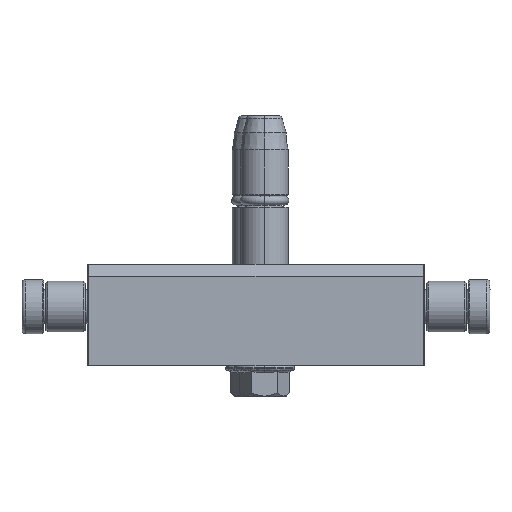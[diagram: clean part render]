
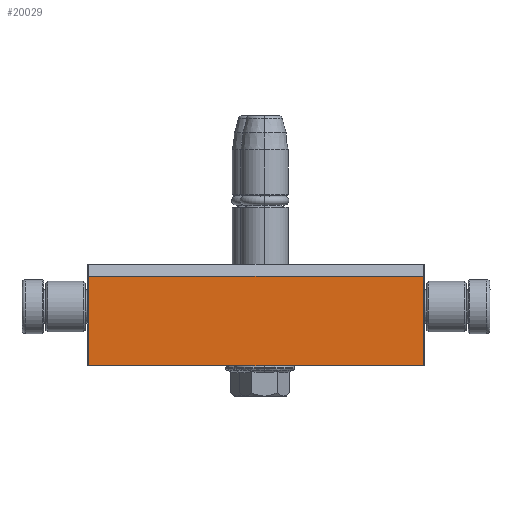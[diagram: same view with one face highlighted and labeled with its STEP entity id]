
A CAD part, left-side view. The second image highlights one B-rep face of the part: STEP entity #20029.
In plain terms, the highlighted face is planar.
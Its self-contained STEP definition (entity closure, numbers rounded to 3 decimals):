
#471 = DIRECTION ( 'NONE',  ( 0., 0., 1. ) ) ;
#1085 = LINE ( 'NONE', #12468, #1979 ) ;
#1150 = VECTOR ( 'NONE', #11287, 1000. ) ;
#1946 = VERTEX_POINT ( 'NONE', #23586 ) ;
#1979 = VECTOR ( 'NONE', #20751, 1000. ) ;
#3481 = CARTESIAN_POINT ( 'NONE',  ( -49.5, 11.536, 56. ) ) ;
#4983 = LINE ( 'NONE', #5475, #10665 ) ;
#5475 = CARTESIAN_POINT ( 'NONE',  ( -49.5, 11.536, 56. ) ) ;
#5477 = VERTEX_POINT ( 'NONE', #20680 ) ;
#6791 = DIRECTION ( 'NONE',  ( 1., 0., 0. ) ) ;
#7475 = CARTESIAN_POINT ( 'NONE',  ( -50., -15., 56. ) ) ;
#8820 = CARTESIAN_POINT ( 'NONE',  ( -49.5, -15., 56. ) ) ;
#9841 = ORIENTED_EDGE ( 'NONE', *, *, #21496, .T. ) ;
#10665 = VECTOR ( 'NONE', #33922, 1000. ) ;
#11109 = EDGE_CURVE ( 'NONE', #32136, #5477, #12214, .T. ) ;
#11287 = DIRECTION ( 'NONE',  ( 1., 0., 0. ) ) ;
#11973 = ORIENTED_EDGE ( 'NONE', *, *, #18908, .F. ) ;
#12214 = LINE ( 'NONE', #8820, #1150 ) ;
#12241 = VERTEX_POINT ( 'NONE', #3481 ) ;
#12468 = CARTESIAN_POINT ( 'NONE',  ( 49.5, -15., 56. ) ) ;
#13401 = CARTESIAN_POINT ( 'NONE',  ( -49.5, -15., 56. ) ) ;
#17111 = FACE_OUTER_BOUND ( 'NONE', #18713, .T. ) ;
#18713 = EDGE_LOOP ( 'NONE', ( #25985, #9841, #11973, #28340 ) ) ;
#18908 = EDGE_CURVE ( 'NONE', #12241, #1946, #4983, .T. ) ;
#20029 = ADVANCED_FACE ( 'NONE', ( #17111 ), #24377, .T. ) ;
#20680 = CARTESIAN_POINT ( 'NONE',  ( 49.5, -15., 56. ) ) ;
#20751 = DIRECTION ( 'NONE',  ( 0., 1., 0. ) ) ;
#21496 = EDGE_CURVE ( 'NONE', #5477, #1946, #1085, .T. ) ;
#23586 = CARTESIAN_POINT ( 'NONE',  ( 49.5, 11.536, 56. ) ) ;
#24377 = PLANE ( 'NONE',  #26513 ) ;
#24784 = VECTOR ( 'NONE', #29834, 1000. ) ;
#25985 = ORIENTED_EDGE ( 'NONE', *, *, #11109, .T. ) ;
#26513 = AXIS2_PLACEMENT_3D ( 'NONE', #7475, #471, #6791 ) ;
#26535 = EDGE_CURVE ( 'NONE', #32136, #12241, #34472, .T. ) ;
#28340 = ORIENTED_EDGE ( 'NONE', *, *, #26535, .F. ) ;
#29292 = CARTESIAN_POINT ( 'NONE',  ( -49.5, -15., 56. ) ) ;
#29834 = DIRECTION ( 'NONE',  ( 0., 1., 0. ) ) ;
#32136 = VERTEX_POINT ( 'NONE', #29292 ) ;
#33922 = DIRECTION ( 'NONE',  ( 1., 0., 0. ) ) ;
#34472 = LINE ( 'NONE', #13401, #24784 ) ;
